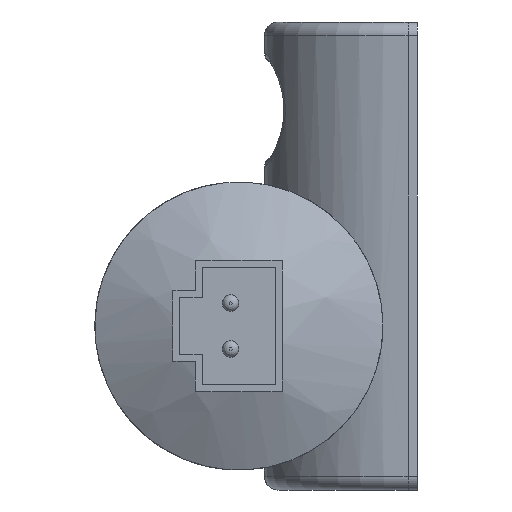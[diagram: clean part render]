
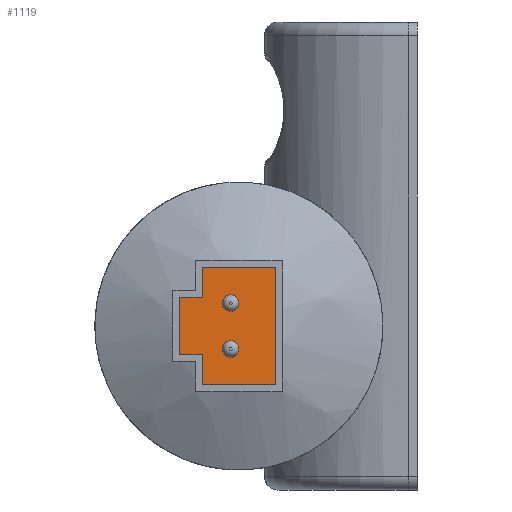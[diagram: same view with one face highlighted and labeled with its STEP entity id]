
A CAD part, left-side view. The second image highlights one B-rep face of the part: STEP entity #1119.
In plain terms, the highlighted planar face has unit normal (-1, 0, 0).
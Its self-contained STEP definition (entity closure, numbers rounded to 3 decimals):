
#1119=ADVANCED_FACE('',(#4171,#4173,#4175),#4177,.T.);
#4171=FACE_BOUND('',#4172,.T.);
#4172=EDGE_LOOP('',(#5400,#5401,#5402,#5403,#5404,#5405,#5406,#5407));
#4173=FACE_BOUND('',#4174,.T.);
#4174=EDGE_LOOP('',(#5408));
#4175=FACE_BOUND('',#4176,.T.);
#4176=EDGE_LOOP('',(#5409));
#4177=PLANE('',#4178);
#4178=AXIS2_PLACEMENT_3D('',#4179,#4180,#4181);
#4179=CARTESIAN_POINT('',(-161.29,-4.826,7.302));
#4180=DIRECTION('',(-1.,0.,0.));
#4181=DIRECTION('',(0.,0.,1.));
#5400=ORIENTED_EDGE('',*,*,#5956,.T.);
#5401=ORIENTED_EDGE('',*,*,#6003,.T.);
#5402=ORIENTED_EDGE('',*,*,#6004,.T.);
#5403=ORIENTED_EDGE('',*,*,#6005,.T.);
#5404=ORIENTED_EDGE('',*,*,#6006,.T.);
#5405=ORIENTED_EDGE('',*,*,#6007,.T.);
#5406=ORIENTED_EDGE('',*,*,#6008,.T.);
#5407=ORIENTED_EDGE('',*,*,#6009,.T.);
#5408=ORIENTED_EDGE('',*,*,#6010,.F.);
#5409=ORIENTED_EDGE('',*,*,#6011,.F.);
#5956=EDGE_CURVE('',#6582,#6583,#6584,.T.);
#6003=EDGE_CURVE('',#6583,#6670,#6671,.T.);
#6004=EDGE_CURVE('',#6670,#6672,#6673,.T.);
#6005=EDGE_CURVE('',#6672,#6674,#6675,.T.);
#6006=EDGE_CURVE('',#6674,#6676,#6677,.T.);
#6007=EDGE_CURVE('',#6676,#6678,#6679,.T.);
#6008=EDGE_CURVE('',#6678,#6680,#6681,.T.);
#6009=EDGE_CURVE('',#6680,#6582,#6682,.T.);
#6010=EDGE_CURVE('',#6683,#6683,#6684,.T.);
#6011=EDGE_CURVE('',#6685,#6685,#6686,.T.);
#6582=VERTEX_POINT('',#10589);
#6583=VERTEX_POINT('',#10590);
#6584=LINE('',#10591,#10592);
#6670=VERTEX_POINT('',#10826);
#6671=LINE('',#10827,#10828);
#6672=VERTEX_POINT('',#10830);
#6673=LINE('',#10831,#10832);
#6674=VERTEX_POINT('',#10834);
#6675=LINE('',#10835,#10836);
#6676=VERTEX_POINT('',#10838);
#6677=LINE('',#10839,#10840);
#6678=VERTEX_POINT('',#10842);
#6679=LINE('',#10843,#10844);
#6680=VERTEX_POINT('',#10846);
#6681=LINE('',#10847,#10848);
#6682=LINE('',#10850,#10851);
#6683=VERTEX_POINT('',#10853);
#6684=CIRCLE('',#10854,0.924);
#6685=VERTEX_POINT('',#10858);
#6686=CIRCLE('',#10859,0.924);
#10589=CARTESIAN_POINT('',(-161.29,6.604,3.175));
#10590=CARTESIAN_POINT('',(-161.29,6.604,-3.175));
#10591=CARTESIAN_POINT('',(-161.29,6.604,3.175));
#10592=VECTOR('',#10593,1.);
#10593=DIRECTION('',(0.,0.,-1.));
#10826=CARTESIAN_POINT('',(-161.29,4.064,-3.175));
#10827=CARTESIAN_POINT('',(-161.29,6.604,-3.175));
#10828=VECTOR('',#10829,1.);
#10829=DIRECTION('',(0.,-1.,0.));
#10830=CARTESIAN_POINT('',(-161.29,4.064,-6.541));
#10831=CARTESIAN_POINT('',(-161.29,4.064,-3.175));
#10832=VECTOR('',#10833,1.);
#10833=DIRECTION('',(0.,0.,-1.));
#10834=CARTESIAN_POINT('',(-161.29,-4.064,-6.541));
#10835=CARTESIAN_POINT('',(-161.29,4.064,-6.541));
#10836=VECTOR('',#10837,1.);
#10837=DIRECTION('',(0.,-1.,0.));
#10838=CARTESIAN_POINT('',(-161.29,-4.064,6.541));
#10839=CARTESIAN_POINT('',(-161.29,-4.064,-6.541));
#10840=VECTOR('',#10841,1.);
#10841=DIRECTION('',(0.,0.,1.));
#10842=CARTESIAN_POINT('',(-161.29,4.064,6.541));
#10843=CARTESIAN_POINT('',(-161.29,-4.064,6.541));
#10844=VECTOR('',#10845,1.);
#10845=DIRECTION('',(0.,1.,0.));
#10846=CARTESIAN_POINT('',(-161.29,4.064,3.175));
#10847=CARTESIAN_POINT('',(-161.29,4.064,6.541));
#10848=VECTOR('',#10849,1.);
#10849=DIRECTION('',(0.,0.,-1.));
#10850=CARTESIAN_POINT('',(-161.29,4.064,3.175));
#10851=VECTOR('',#10852,1.);
#10852=DIRECTION('',(0.,1.,0.));
#10853=CARTESIAN_POINT('',(-161.29,0.924,-3.464));
#10854=AXIS2_PLACEMENT_3D('',#10855,#10856,#10857);
#10855=CARTESIAN_POINT('',(-161.29,0.924,-2.54));
#10856=DIRECTION('',(-1.,0.,0.));
#10857=DIRECTION('',(0.,0.,1.));
#10858=CARTESIAN_POINT('',(-161.29,0.924,1.616));
#10859=AXIS2_PLACEMENT_3D('',#10860,#10861,#10862);
#10860=CARTESIAN_POINT('',(-161.29,0.924,2.54));
#10861=DIRECTION('',(-1.,0.,0.));
#10862=DIRECTION('',(0.,0.,1.));
